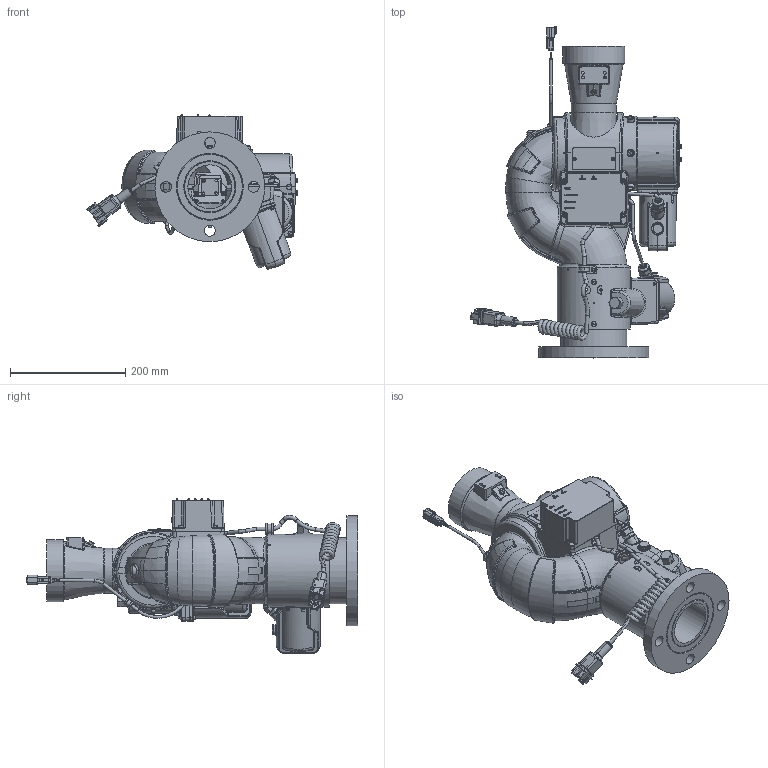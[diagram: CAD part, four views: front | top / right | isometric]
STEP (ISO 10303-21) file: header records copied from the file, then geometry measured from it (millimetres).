
FILE_DESCRIPTION (( 'STEP AP203' ), '1' );
FILE_NAME ('7250SDX2 FO.STEP', '2019-12-02T15:39:47', ( '' ), ( '' ), 'SwSTEP 2.0', 'SolidWorks 2019', '' );
FILE_SCHEMA (( 'CONFIG_CONTROL_DESIGN' ));
Length unit declared in the file: inch
Products named in the file (1): 7250SDX2 FO
Bounding box: 365.25 x 575.8 x 268.34 mm (x, y, z)
Surface area: 628860.2 mm2 (no closed solid volume)
Topology: 0 solids, 154 shells, 2056 faces, 8125 edges, 5981 vertices
Faces by surface type: plane 711, bspline 653, cylinder 527, cone 102, torus 49, sphere 14
Full cylindrical faces by diameter (mm): 0.794 x1, 1.575 x4, 2.769 x1, 2.778 x1, 2.997 x6, 3.454 x1, 3.797 x4, 4.039 x9, 4.826 x1, 5 x2, 5.08 x5, 5.105 x2, 5.563 x2, 6.35 x3, 6.731 x1, 6.858 x8, 7.62 x5, 7.874 x1, 7.925 x2, 7.937 x5, 7.938 x9, 8.433 x3, 8.89 x2, 9.169 x1, 9.525 x2, 11.379 x1, 11.908 x5, 12.7 x5, 14.287 x1, 14.288 x1
Entity records: 143485 total; most frequent: CARTESIAN_POINT 84724, ORIENTED_EDGE 11728, DIRECTION 10011, EDGE_CURVE 7775, VERTEX_POINT 5889, VECTOR 3737, LINE 3737, AXIS2_PLACEMENT_3D 3137
